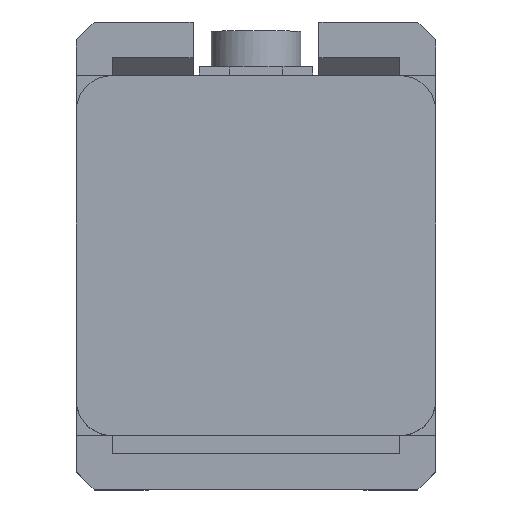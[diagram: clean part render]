
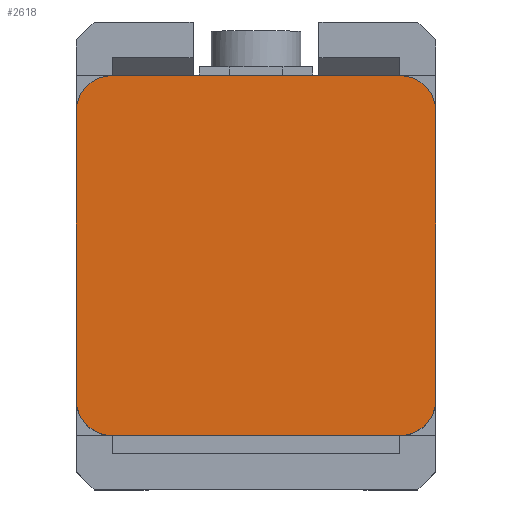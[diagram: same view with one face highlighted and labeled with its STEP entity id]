
A CAD part, top view. The second image highlights one B-rep face of the part: STEP entity #2618.
In plain terms, the highlighted planar face has unit normal (0, 0, 1).
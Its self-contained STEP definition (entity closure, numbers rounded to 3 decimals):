
#171=CIRCLE('',#2816,2.);
#176=CIRCLE('',#2824,2.);
#177=CIRCLE('',#2827,2.);
#178=CIRCLE('',#2830,2.);
#317=FACE_OUTER_BOUND('',#484,.T.);
#484=EDGE_LOOP('',(#2356,#2357,#2358,#2359,#2360,#2361,#2362,#2363));
#770=LINE('',#4256,#1067);
#776=LINE('',#4276,#1073);
#779=LINE('',#4284,#1076);
#781=LINE('',#4290,#1078);
#1067=VECTOR('',#3507,16.);
#1073=VECTOR('',#3527,16.);
#1076=VECTOR('',#3536,16.);
#1078=VECTOR('',#3544,16.);
#1298=VERTEX_POINT('',#4243);
#1299=VERTEX_POINT('',#4244);
#1303=VERTEX_POINT('',#4254);
#1309=VERTEX_POINT('',#4270);
#1310=VERTEX_POINT('',#4274);
#1311=VERTEX_POINT('',#4278);
#1312=VERTEX_POINT('',#4279);
#1313=VERTEX_POINT('',#4286);
#1640=EDGE_CURVE('',#1298,#1299,#171,.T.);
#1646=EDGE_CURVE('',#1298,#1303,#770,.T.);
#1653=EDGE_CURVE('',#1309,#1303,#176,.T.);
#1656=EDGE_CURVE('',#1309,#1310,#776,.T.);
#1657=EDGE_CURVE('',#1311,#1312,#177,.T.);
#1660=EDGE_CURVE('',#1311,#1299,#779,.T.);
#1661=EDGE_CURVE('',#1313,#1310,#178,.T.);
#1663=EDGE_CURVE('',#1313,#1312,#781,.T.);
#2356=ORIENTED_EDGE('',*,*,#1640,.F.);
#2357=ORIENTED_EDGE('',*,*,#1646,.T.);
#2358=ORIENTED_EDGE('',*,*,#1653,.F.);
#2359=ORIENTED_EDGE('',*,*,#1656,.T.);
#2360=ORIENTED_EDGE('',*,*,#1661,.F.);
#2361=ORIENTED_EDGE('',*,*,#1663,.T.);
#2362=ORIENTED_EDGE('',*,*,#1657,.F.);
#2363=ORIENTED_EDGE('',*,*,#1660,.T.);
#2479=PLANE('',#2832);
#2618=ADVANCED_FACE('',(#317),#2479,.T.);
#2816=AXIS2_PLACEMENT_3D('',#4245,#3497,#3498);
#2824=AXIS2_PLACEMENT_3D('',#4271,#3521,#3522);
#2827=AXIS2_PLACEMENT_3D('',#4280,#3530,#3531);
#2830=AXIS2_PLACEMENT_3D('',#4287,#3539,#3540);
#2832=AXIS2_PLACEMENT_3D('',#4291,#3545,#3546);
#3497=DIRECTION('center_axis',(0.,0.,-1.));
#3498=DIRECTION('ref_axis',(-0.707,-0.707,0.));
#3507=DIRECTION('',(1.,0.,0.));
#3521=DIRECTION('center_axis',(0.,0.,-1.));
#3522=DIRECTION('ref_axis',(0.707,-0.707,0.));
#3527=DIRECTION('',(0.,1.,0.));
#3530=DIRECTION('center_axis',(0.,0.,-1.));
#3531=DIRECTION('ref_axis',(-0.707,0.707,0.));
#3536=DIRECTION('',(0.,-1.,0.));
#3539=DIRECTION('center_axis',(0.,0.,-1.));
#3540=DIRECTION('ref_axis',(0.707,0.707,0.));
#3544=DIRECTION('',(-1.,0.,0.));
#3545=DIRECTION('center_axis',(0.,0.,1.));
#3546=DIRECTION('ref_axis',(1.,0.,0.));
#4243=CARTESIAN_POINT('',(-8.,-10.,1.6));
#4244=CARTESIAN_POINT('',(-10.,-8.,1.6));
#4245=CARTESIAN_POINT('Origin',(-8.,-8.,1.6));
#4254=CARTESIAN_POINT('',(8.,-10.,1.6));
#4256=CARTESIAN_POINT('',(-10.,-10.,1.6));
#4270=CARTESIAN_POINT('',(10.,-8.,1.6));
#4271=CARTESIAN_POINT('Origin',(8.,-8.,1.6));
#4274=CARTESIAN_POINT('',(10.,8.,1.6));
#4276=CARTESIAN_POINT('',(10.,-10.,1.6));
#4278=CARTESIAN_POINT('',(-10.,8.,1.6));
#4279=CARTESIAN_POINT('',(-8.,10.,1.6));
#4280=CARTESIAN_POINT('Origin',(-8.,8.,1.6));
#4284=CARTESIAN_POINT('',(-10.,10.,1.6));
#4286=CARTESIAN_POINT('',(8.,10.,1.6));
#4287=CARTESIAN_POINT('Origin',(8.,8.,1.6));
#4290=CARTESIAN_POINT('',(10.,10.,1.6));
#4291=CARTESIAN_POINT('Origin',(0.,0.,1.6));
